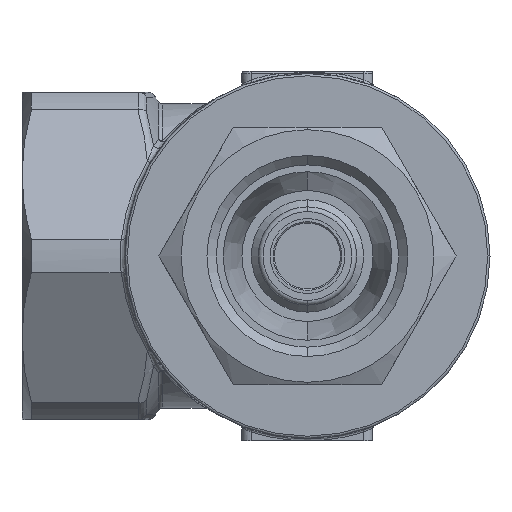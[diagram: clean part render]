
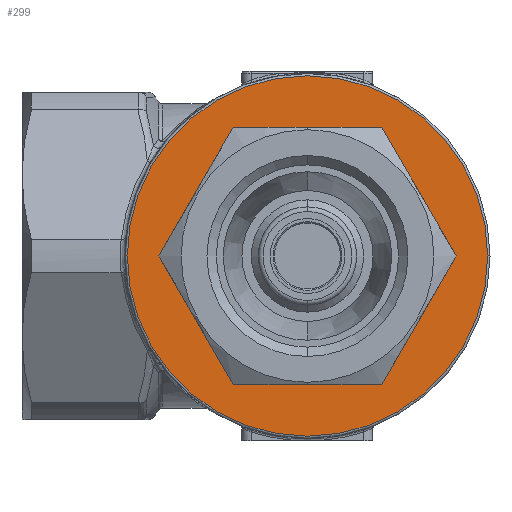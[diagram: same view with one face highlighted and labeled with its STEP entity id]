
A CAD part, front view. The second image highlights one B-rep face of the part: STEP entity #299.
In plain terms, the highlighted planar face has unit normal (0, -1, 0).
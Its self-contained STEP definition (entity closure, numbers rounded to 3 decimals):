
#299 = ADVANCED_FACE ( 'NONE', ( #1402, #1427 ), #1428, .T. ) ;
#681 = EDGE_CURVE ( 'NONE', #15135, #15136, #32244, .T. ) ;
#1402 = FACE_BOUND ( 'NONE', #13331, .T. ) ;
#1427 = FACE_OUTER_BOUND ( 'NONE', #13330, .T. ) ;
#1428 = PLANE ( 'NONE',  #28991 ) ;
#1437 = CARTESIAN_POINT ( 'NONE',  ( 0., 15., 0. ) ) ;
#1438 = DIRECTION ( 'NONE',  ( 0., -1., 0. ) ) ;
#1439 = DIRECTION ( 'NONE',  ( -1., 0., 0. ) ) ;
#1592 = ORIENTED_EDGE ( 'NONE', *, *, #11182, .T. ) ;
#1683 = ORIENTED_EDGE ( 'NONE', *, *, #11180, .T. ) ;
#1726 = ORIENTED_EDGE ( 'NONE', *, *, #11179, .T. ) ;
#3332 = CARTESIAN_POINT ( 'NONE',  ( 0., 15., 0. ) ) ;
#3334 = DIRECTION ( 'NONE',  ( 0., 1., 0. ) ) ;
#3336 = DIRECTION ( 'NONE',  ( -1., 0., 0. ) ) ;
#5593 = ORIENTED_EDGE ( 'NONE', *, *, #681, .T. ) ;
#11179 = EDGE_CURVE ( 'NONE', #14919, #14857, #35074, .T. ) ;
#11180 = EDGE_CURVE ( 'NONE', #14857, #14919, #35066, .T. ) ;
#11182 = EDGE_CURVE ( 'NONE', #15136, #15135, #35078, .T. ) ;
#12808 = CARTESIAN_POINT ( 'NONE',  ( 0., 15., 0. ) ) ;
#12809 = DIRECTION ( 'NONE',  ( 0., -1., 0. ) ) ;
#12810 = DIRECTION ( 'NONE',  ( -1., 0., 0. ) ) ;
#12812 = CARTESIAN_POINT ( 'NONE',  ( 0., 15., 0. ) ) ;
#12813 = DIRECTION ( 'NONE',  ( 0., -1., 0. ) ) ;
#12814 = DIRECTION ( 'NONE',  ( -1., 0., 0. ) ) ;
#12817 = CARTESIAN_POINT ( 'NONE',  ( 0., 15., 0. ) ) ;
#12818 = DIRECTION ( 'NONE',  ( 0., 1., 0. ) ) ;
#12819 = DIRECTION ( 'NONE',  ( -1., 0., 0. ) ) ;
#13330 = EDGE_LOOP ( 'NONE', ( #1683, #1726 ) ) ;
#13331 = EDGE_LOOP ( 'NONE', ( #5593, #1592 ) ) ;
#14073 = CARTESIAN_POINT ( 'NONE',  ( 38.5, 15., 0. ) ) ;
#14172 = CARTESIAN_POINT ( 'NONE',  ( -38.5, 15., 0. ) ) ;
#14430 = CARTESIAN_POINT ( 'NONE',  ( 0., 15., -25.75 ) ) ;
#14431 = CARTESIAN_POINT ( 'NONE',  ( 0., 15., 25.75 ) ) ;
#14857 = VERTEX_POINT ( 'NONE', #14073 ) ;
#14919 = VERTEX_POINT ( 'NONE', #14172 ) ;
#15135 = VERTEX_POINT ( 'NONE', #14430 ) ;
#15136 = VERTEX_POINT ( 'NONE', #14431 ) ;
#28991 = AXIS2_PLACEMENT_3D ( 'NONE', #1437, #1438, #1439 ) ;
#32244 = CIRCLE ( 'NONE', #32247, 25.75 ) ;
#32247 = AXIS2_PLACEMENT_3D ( 'NONE', #3332, #3334, #3336 ) ;
#35066 = CIRCLE ( 'NONE', #35079, 38.5 ) ;
#35074 = CIRCLE ( 'NONE', #35077, 38.5 ) ;
#35077 = AXIS2_PLACEMENT_3D ( 'NONE', #12808, #12809, #12810 ) ;
#35078 = CIRCLE ( 'NONE', #35081, 25.75 ) ;
#35079 = AXIS2_PLACEMENT_3D ( 'NONE', #12812, #12813, #12814 ) ;
#35081 = AXIS2_PLACEMENT_3D ( 'NONE', #12817, #12818, #12819 ) ;
